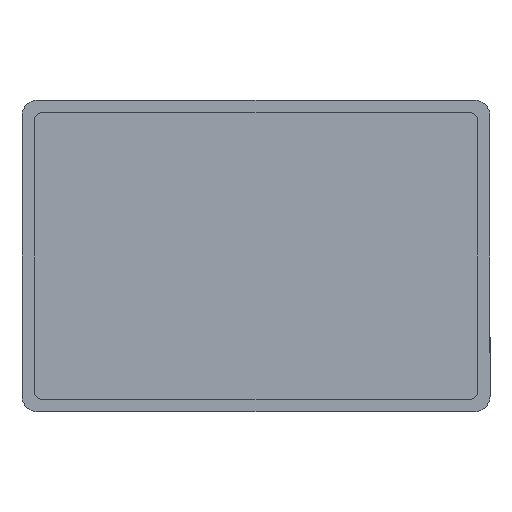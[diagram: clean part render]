
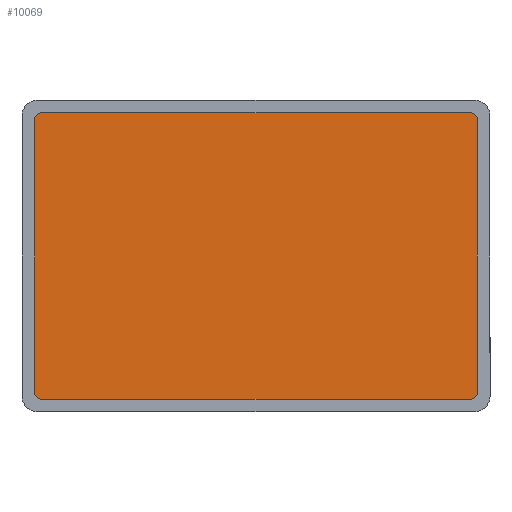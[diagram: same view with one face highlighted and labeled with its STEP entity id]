
A CAD part, front view. The second image highlights one B-rep face of the part: STEP entity #10069.
In plain terms, the highlighted planar face has unit normal (0, -1, 0).
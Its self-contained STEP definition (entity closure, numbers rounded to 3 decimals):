
#51 = CARTESIAN_POINT ( 'NONE',  ( 283., 0., -174. ) ) ;
#629 = CARTESIAN_POINT ( 'NONE',  ( -274., 0., -183. ) ) ;
#688 = VERTEX_POINT ( 'NONE', #11736 ) ;
#1150 = EDGE_CURVE ( 'NONE', #18889, #1652, #7780, .T. ) ;
#1164 = VECTOR ( 'NONE', #2230, 1000. ) ;
#1652 = VERTEX_POINT ( 'NONE', #19374 ) ;
#2148 = AXIS2_PLACEMENT_3D ( 'NONE', #20178, #17127, #8887 ) ;
#2230 = DIRECTION ( 'NONE',  ( 1., 0., 0. ) ) ;
#2721 = AXIS2_PLACEMENT_3D ( 'NONE', #15166, #9857, #3644 ) ;
#3111 = EDGE_CURVE ( 'NONE', #4870, #17951, #16373, .T. ) ;
#3644 = DIRECTION ( 'NONE',  ( 0., 0., 1. ) ) ;
#4079 = EDGE_CURVE ( 'NONE', #17951, #7164, #18638, .T. ) ;
#4197 = EDGE_CURVE ( 'NONE', #688, #18889, #8988, .T. ) ;
#4870 = VERTEX_POINT ( 'NONE', #19572 ) ;
#4879 = DIRECTION ( 'NONE',  ( 0., 0., -1. ) ) ;
#5372 = VERTEX_POINT ( 'NONE', #629 ) ;
#5455 = EDGE_CURVE ( 'NONE', #1652, #5372, #5848, .T. ) ;
#5525 = LINE ( 'NONE', #12160, #19022 ) ;
#5626 = AXIS2_PLACEMENT_3D ( 'NONE', #20910, #14184, #7348 ) ;
#5848 = LINE ( 'NONE', #9023, #5904 ) ;
#5904 = VECTOR ( 'NONE', #20522, 1000. ) ;
#7164 = VERTEX_POINT ( 'NONE', #21292 ) ;
#7303 = AXIS2_PLACEMENT_3D ( 'NONE', #20576, #17314, #18618 ) ;
#7348 = DIRECTION ( 'NONE',  ( 0., 0., 1. ) ) ;
#7385 = DIRECTION ( 'NONE',  ( 0., 1., 0. ) ) ;
#7650 = ORIENTED_EDGE ( 'NONE', *, *, #5455, .F. ) ;
#7780 = CIRCLE ( 'NONE', #2148, 9. ) ;
#8887 = DIRECTION ( 'NONE',  ( 0., 0., 1. ) ) ;
#8988 = LINE ( 'NONE', #20274, #21280 ) ;
#9023 = CARTESIAN_POINT ( 'NONE',  ( -274., 0., -183. ) ) ;
#9803 = VERTEX_POINT ( 'NONE', #16083 ) ;
#9857 = DIRECTION ( 'NONE',  ( 0., 1., 0. ) ) ;
#10069 = ADVANCED_FACE ( 'NONE', ( #15652 ), #17053, .F. ) ;
#11736 = CARTESIAN_POINT ( 'NONE',  ( 283., 0., 174. ) ) ;
#12105 = CIRCLE ( 'NONE', #2721, 9. ) ;
#12160 = CARTESIAN_POINT ( 'NONE',  ( -283., 0., 174. ) ) ;
#12259 = DIRECTION ( 'NONE',  ( 0., 0., 1. ) ) ;
#12391 = ORIENTED_EDGE ( 'NONE', *, *, #4079, .F. ) ;
#12847 = CIRCLE ( 'NONE', #7303, 9. ) ;
#13165 = CARTESIAN_POINT ( 'NONE',  ( -274., 0., 183. ) ) ;
#13254 = CARTESIAN_POINT ( 'NONE',  ( -274., 0., 183. ) ) ;
#13651 = EDGE_CURVE ( 'NONE', #9803, #4870, #5525, .T. ) ;
#14184 = DIRECTION ( 'NONE',  ( 0., 1., 0. ) ) ;
#14356 = ORIENTED_EDGE ( 'NONE', *, *, #4197, .F. ) ;
#14889 = ORIENTED_EDGE ( 'NONE', *, *, #1150, .F. ) ;
#15130 = ORIENTED_EDGE ( 'NONE', *, *, #15618, .F. ) ;
#15166 = CARTESIAN_POINT ( 'NONE',  ( -274., 0., -174. ) ) ;
#15534 = CARTESIAN_POINT ( 'NONE',  ( -274., 0., -174. ) ) ;
#15618 = EDGE_CURVE ( 'NONE', #7164, #688, #12847, .T. ) ;
#15652 = FACE_OUTER_BOUND ( 'NONE', #17952, .T. ) ;
#16083 = CARTESIAN_POINT ( 'NONE',  ( -283., 0., -174. ) ) ;
#16373 = CIRCLE ( 'NONE', #5626, 9. ) ;
#17053 = PLANE ( 'NONE',  #20992 ) ;
#17127 = DIRECTION ( 'NONE',  ( 0., 1., 0. ) ) ;
#17258 = ORIENTED_EDGE ( 'NONE', *, *, #13651, .F. ) ;
#17314 = DIRECTION ( 'NONE',  ( 0., 1., 0. ) ) ;
#17951 = VERTEX_POINT ( 'NONE', #13165 ) ;
#17952 = EDGE_LOOP ( 'NONE', ( #18566, #7650, #14889, #14356, #15130, #12391, #17977, #17258 ) ) ;
#17977 = ORIENTED_EDGE ( 'NONE', *, *, #3111, .F. ) ;
#18566 = ORIENTED_EDGE ( 'NONE', *, *, #20224, .F. ) ;
#18618 = DIRECTION ( 'NONE',  ( 0., 0., 1. ) ) ;
#18638 = LINE ( 'NONE', #13254, #1164 ) ;
#18889 = VERTEX_POINT ( 'NONE', #51 ) ;
#19022 = VECTOR ( 'NONE', #12259, 1000. ) ;
#19121 = DIRECTION ( 'NONE',  ( 0., 0., 1. ) ) ;
#19374 = CARTESIAN_POINT ( 'NONE',  ( 274., 0., -183. ) ) ;
#19572 = CARTESIAN_POINT ( 'NONE',  ( -283., 0., 174. ) ) ;
#20178 = CARTESIAN_POINT ( 'NONE',  ( 274., 0., -174. ) ) ;
#20224 = EDGE_CURVE ( 'NONE', #5372, #9803, #12105, .T. ) ;
#20274 = CARTESIAN_POINT ( 'NONE',  ( 283., 0., 174. ) ) ;
#20522 = DIRECTION ( 'NONE',  ( -1., 0., 0. ) ) ;
#20576 = CARTESIAN_POINT ( 'NONE',  ( 274., 0., 174. ) ) ;
#20910 = CARTESIAN_POINT ( 'NONE',  ( -274., 0., 174. ) ) ;
#20992 = AXIS2_PLACEMENT_3D ( 'NONE', #15534, #7385, #19121 ) ;
#21280 = VECTOR ( 'NONE', #4879, 1000. ) ;
#21292 = CARTESIAN_POINT ( 'NONE',  ( 274., 0., 183. ) ) ;
